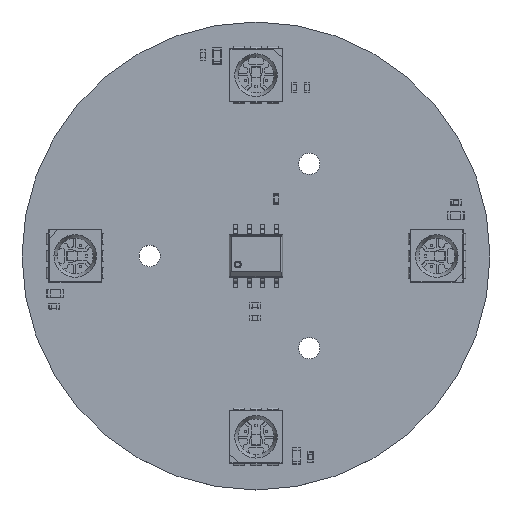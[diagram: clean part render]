
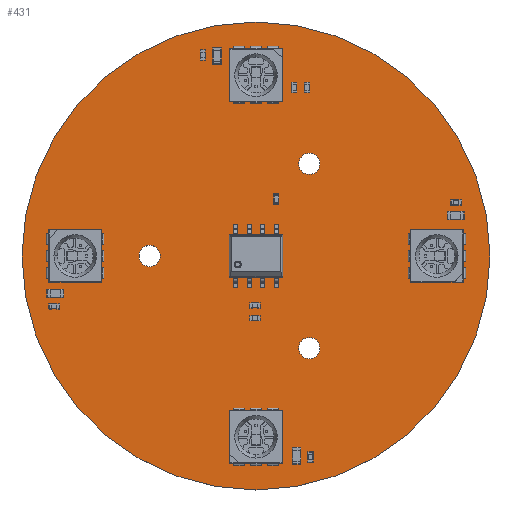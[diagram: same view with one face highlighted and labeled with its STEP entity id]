
A CAD part, top view. The second image highlights one B-rep face of the part: STEP entity #431.
In plain terms, the highlighted planar face has unit normal (0, 0, 1).
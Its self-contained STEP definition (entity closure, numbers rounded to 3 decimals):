
#288 = VERTEX_POINT('',#289);
#289 = CARTESIAN_POINT('',(22.,0.,0.624));
#295 = EDGE_CURVE('',#288,#288,#296,.T.);
#296 = CIRCLE('',#297,22.);
#297 = AXIS2_PLACEMENT_3D('',#298,#299,#300);
#298 = CARTESIAN_POINT('',(0.,0.,0.624));
#299 = DIRECTION('',(0.,0.,1.));
#300 = DIRECTION('',(1.,0.,0.));
#321 = VERTEX_POINT('',#322);
#322 = CARTESIAN_POINT('',(-9.,0.,0.624));
#328 = EDGE_CURVE('',#321,#321,#329,.T.);
#329 = CIRCLE('',#330,1.);
#330 = AXIS2_PLACEMENT_3D('',#331,#332,#333);
#331 = CARTESIAN_POINT('',(-10.,0.,0.624));
#332 = DIRECTION('',(0.,0.,1.));
#333 = DIRECTION('',(1.,0.,0.));
#354 = VERTEX_POINT('',#355);
#355 = CARTESIAN_POINT('',(6.,-8.66,0.624));
#361 = EDGE_CURVE('',#354,#354,#362,.T.);
#362 = CIRCLE('',#363,1.);
#363 = AXIS2_PLACEMENT_3D('',#364,#365,#366);
#364 = CARTESIAN_POINT('',(5.,-8.66,0.624));
#365 = DIRECTION('',(0.,0.,1.));
#366 = DIRECTION('',(1.,0.,0.));
#387 = VERTEX_POINT('',#388);
#388 = CARTESIAN_POINT('',(6.,8.66,0.624));
#394 = EDGE_CURVE('',#387,#387,#395,.T.);
#395 = CIRCLE('',#396,1.);
#396 = AXIS2_PLACEMENT_3D('',#397,#398,#399);
#397 = CARTESIAN_POINT('',(5.,8.66,0.624));
#398 = DIRECTION('',(0.,0.,1.));
#399 = DIRECTION('',(1.,0.,0.));
#431 = ADVANCED_FACE('',(#432,#435,#438,#441),#444,.F.);
#432 = FACE_BOUND('',#433,.T.);
#433 = EDGE_LOOP('',(#434));
#434 = ORIENTED_EDGE('',*,*,#295,.T.);
#435 = FACE_BOUND('',#436,.F.);
#436 = EDGE_LOOP('',(#437));
#437 = ORIENTED_EDGE('',*,*,#328,.T.);
#438 = FACE_BOUND('',#439,.F.);
#439 = EDGE_LOOP('',(#440));
#440 = ORIENTED_EDGE('',*,*,#361,.T.);
#441 = FACE_BOUND('',#442,.F.);
#442 = EDGE_LOOP('',(#443));
#443 = ORIENTED_EDGE('',*,*,#394,.T.);
#444 = PLANE('',#445);
#445 = AXIS2_PLACEMENT_3D('',#446,#447,#448);
#446 = CARTESIAN_POINT('',(22.,0.,0.624));
#447 = DIRECTION('',(0.,0.,-1.));
#448 = DIRECTION('',(-1.,0.,0.));
